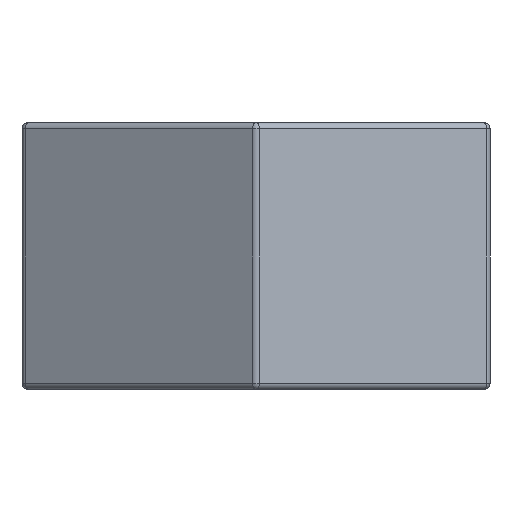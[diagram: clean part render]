
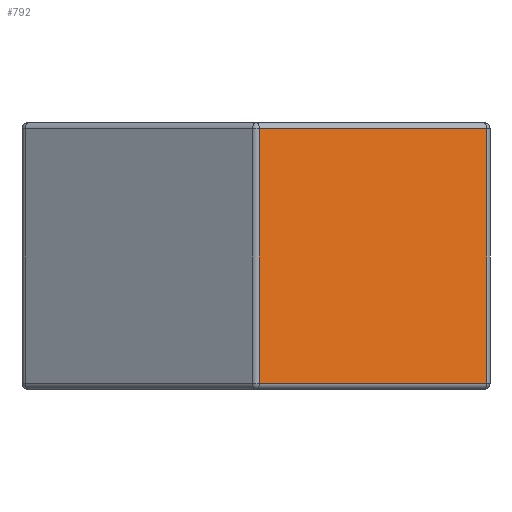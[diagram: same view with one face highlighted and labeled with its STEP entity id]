
A CAD part, left-side view. The second image highlights one B-rep face of the part: STEP entity #792.
In plain terms, the highlighted planar face has unit normal (-0.866, -0.5, 0).
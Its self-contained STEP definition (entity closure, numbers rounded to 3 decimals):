
#19=PLANE('',#871);
#54=FACE_OUTER_BOUND('',#108,.T.);
#108=EDGE_LOOP('',(#563,#564,#565,#566));
#234=LINE('',#1568,#282);
#235=LINE('',#1575,#283);
#236=LINE('',#1577,#284);
#237=LINE('',#1578,#285);
#282=VECTOR('',#999,10.);
#283=VECTOR('',#1008,10.);
#284=VECTOR('',#1009,10.);
#285=VECTOR('',#1010,10.);
#349=VERTEX_POINT('',#1557);
#352=VERTEX_POINT('',#1564);
#355=VERTEX_POINT('',#1574);
#356=VERTEX_POINT('',#1576);
#430=EDGE_CURVE('',#349,#352,#234,.T.);
#433=EDGE_CURVE('',#355,#349,#235,.T.);
#434=EDGE_CURVE('',#356,#355,#236,.T.);
#435=EDGE_CURVE('',#352,#356,#237,.T.);
#563=ORIENTED_EDGE('',*,*,#430,.F.);
#564=ORIENTED_EDGE('',*,*,#433,.F.);
#565=ORIENTED_EDGE('',*,*,#434,.F.);
#566=ORIENTED_EDGE('',*,*,#435,.F.);
#792=ADVANCED_FACE('',(#54),#19,.T.);
#871=AXIS2_PLACEMENT_3D('',#1573,#1006,#1007);
#999=DIRECTION('',(0.,0.,-1.));
#1006=DIRECTION('center_axis',(-0.866,-0.5,0.));
#1007=DIRECTION('ref_axis',(0.5,-0.866,0.));
#1008=DIRECTION('',(0.5,-0.866,0.));
#1009=DIRECTION('',(0.,0.,1.));
#1010=DIRECTION('',(-0.5,0.866,0.));
#1557=CARTESIAN_POINT('',(41.95,-28.45,3.9));
#1564=CARTESIAN_POINT('',(41.95,-28.45,0.1));
#1568=CARTESIAN_POINT('',(41.95,-28.45,0.));
#1573=CARTESIAN_POINT('Origin',(39.959,-25.,0.));
#1574=CARTESIAN_POINT('',(39.987,-25.05,3.9));
#1575=CARTESIAN_POINT('',(40.464,-25.875,3.9));
#1576=CARTESIAN_POINT('',(39.987,-25.05,0.1));
#1577=CARTESIAN_POINT('',(39.987,-25.05,0.));
#1578=CARTESIAN_POINT('',(40.464,-25.875,0.1));
